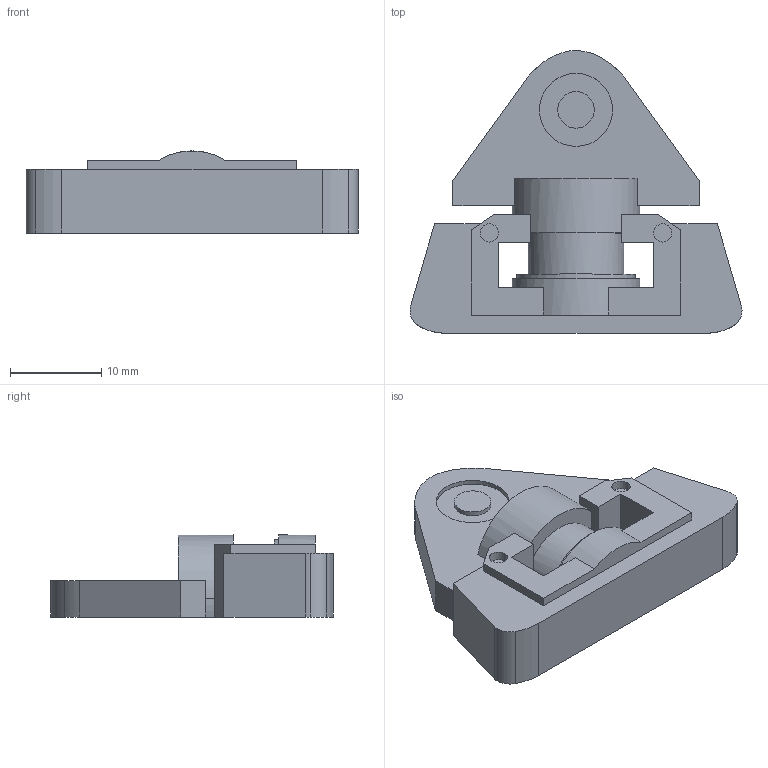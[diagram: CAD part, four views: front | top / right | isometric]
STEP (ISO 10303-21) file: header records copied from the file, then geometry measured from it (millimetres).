
FILE_DESCRIPTION (( 'STEP AP203' ), '1' );
FILE_NAME ('wheel-frame-addon-x2.STEP', '2019-10-22T11:38:49', ( '' ), ( '' ), 'SwSTEP 2.0', 'SolidWorks 2013', '' );
FILE_SCHEMA (( 'CONFIG_CONTROL_DESIGN' ));
Length unit declared in the file: millimetre
Products named in the file (1): wheel-frame-addon-x2
Bounding box: 36.39 x 31 x 9 mm (x, y, z)
Volume: 4245 mm3; surface area: 2778.9 mm2
Topology: 1 solids, 1 shells, 74 faces, 207 edges, 138 vertices
Faces by surface type: plane 45, cylinder 28, bspline 1
Entity records: 2485 total; most frequent: CARTESIAN_POINT 432, DIRECTION 418, ORIENTED_EDGE 414, EDGE_CURVE 207, AXIS2_PLACEMENT_3D 140, LINE 138, VECTOR 138, VERTEX_POINT 138
